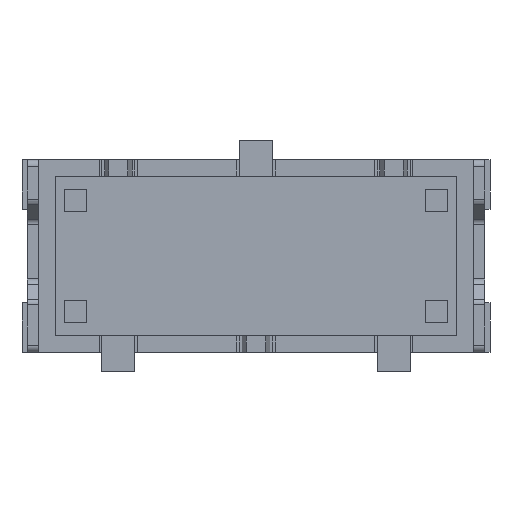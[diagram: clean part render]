
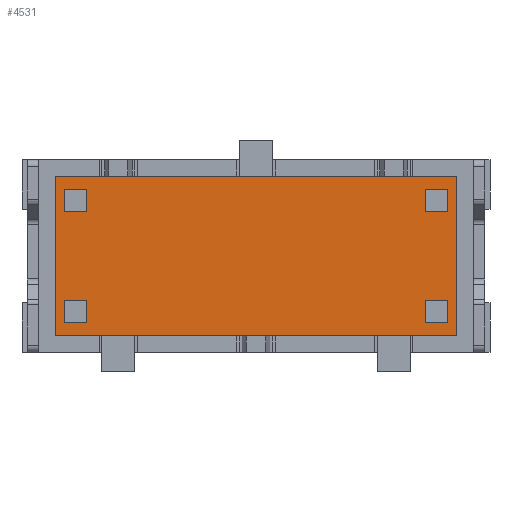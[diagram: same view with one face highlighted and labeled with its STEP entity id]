
A CAD part, front view. The second image highlights one B-rep face of the part: STEP entity #4531.
In plain terms, the highlighted planar face has unit normal (0, -1, 0).
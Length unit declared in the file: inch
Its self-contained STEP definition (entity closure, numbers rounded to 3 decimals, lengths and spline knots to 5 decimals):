
#34=DIRECTION('',(0.,0.,-1.));
#35=VECTOR('',#34,0.11417);
#36=CARTESIAN_POINT('',(0.1437,0.,0.05709));
#37=LINE('',#36,#35);
#38=DIRECTION('',(-1.,0.,0.));
#39=VECTOR('',#38,0.2874);
#40=CARTESIAN_POINT('',(0.1437,0.,-0.05709));
#41=LINE('',#40,#39);
#42=DIRECTION('',(0.,0.,1.));
#43=VECTOR('',#42,0.11417);
#44=CARTESIAN_POINT('',(-0.1437,0.,-0.05709));
#45=LINE('',#44,#43);
#46=DIRECTION('',(1.,0.,0.));
#47=VECTOR('',#46,0.2874);
#48=CARTESIAN_POINT('',(-0.1437,0.,0.05709));
#49=LINE('',#48,#47);
#50=DIRECTION('',(-1.,0.,0.));
#51=VECTOR('',#50,0.01575);
#52=CARTESIAN_POINT('',(-0.12126,0.,-0.0315));
#53=LINE('',#52,#51);
#54=DIRECTION('',(0.,0.,-1.));
#55=VECTOR('',#54,0.01575);
#56=CARTESIAN_POINT('',(-0.13701,0.,-0.0315));
#57=LINE('',#56,#55);
#58=DIRECTION('',(1.,0.,0.));
#59=VECTOR('',#58,0.01575);
#60=CARTESIAN_POINT('',(-0.13701,0.,-0.04724));
#61=LINE('',#60,#59);
#62=DIRECTION('',(0.,0.,1.));
#63=VECTOR('',#62,0.01575);
#64=CARTESIAN_POINT('',(-0.12126,0.,-0.04724));
#65=LINE('',#64,#63);
#66=DIRECTION('',(0.,0.,-1.));
#67=VECTOR('',#66,0.01575);
#68=CARTESIAN_POINT('',(0.12126,0.,-0.0315));
#69=LINE('',#68,#67);
#70=DIRECTION('',(1.,0.,0.));
#71=VECTOR('',#70,0.01575);
#72=CARTESIAN_POINT('',(0.12126,0.,-0.04724));
#73=LINE('',#72,#71);
#74=DIRECTION('',(0.,0.,1.));
#75=VECTOR('',#74,0.01575);
#76=CARTESIAN_POINT('',(0.13701,0.,-0.04724));
#77=LINE('',#76,#75);
#78=DIRECTION('',(-1.,0.,0.));
#79=VECTOR('',#78,0.01575);
#80=CARTESIAN_POINT('',(0.13701,0.,-0.0315));
#81=LINE('',#80,#79);
#82=DIRECTION('',(0.,0.,1.));
#83=VECTOR('',#82,0.01575);
#84=CARTESIAN_POINT('',(-0.12126,0.,0.0315));
#85=LINE('',#84,#83);
#86=DIRECTION('',(-1.,0.,0.));
#87=VECTOR('',#86,0.01575);
#88=CARTESIAN_POINT('',(-0.12126,0.,0.04724));
#89=LINE('',#88,#87);
#90=DIRECTION('',(0.,0.,-1.));
#91=VECTOR('',#90,0.01575);
#92=CARTESIAN_POINT('',(-0.13701,0.,0.04724));
#93=LINE('',#92,#91);
#94=DIRECTION('',(1.,0.,0.));
#95=VECTOR('',#94,0.01575);
#96=CARTESIAN_POINT('',(-0.13701,0.,0.0315));
#97=LINE('',#96,#95);
#98=DIRECTION('',(1.,0.,0.));
#99=VECTOR('',#98,0.01575);
#100=CARTESIAN_POINT('',(0.12126,0.,0.0315));
#101=LINE('',#100,#99);
#102=DIRECTION('',(0.,0.,1.));
#103=VECTOR('',#102,0.01575);
#104=CARTESIAN_POINT('',(0.13701,0.,0.0315));
#105=LINE('',#104,#103);
#106=DIRECTION('',(-1.,0.,0.));
#107=VECTOR('',#106,0.01575);
#108=CARTESIAN_POINT('',(0.13701,0.,0.04724));
#109=LINE('',#108,#107);
#110=DIRECTION('',(0.,0.,-1.));
#111=VECTOR('',#110,0.01575);
#112=CARTESIAN_POINT('',(0.12126,0.,0.04724));
#113=LINE('',#112,#111);
#3532=CARTESIAN_POINT('',(0.1437,0.,0.05709));
#3533=CARTESIAN_POINT('',(0.1437,0.,-0.05709));
#3534=VERTEX_POINT('',#3532);
#3535=VERTEX_POINT('',#3533);
#3536=CARTESIAN_POINT('',(-0.1437,0.,-0.05709));
#3537=VERTEX_POINT('',#3536);
#3538=CARTESIAN_POINT('',(-0.1437,0.,0.05709));
#3539=VERTEX_POINT('',#3538);
#3610=CARTESIAN_POINT('',(-0.12126,0.,-0.0315));
#3611=CARTESIAN_POINT('',(-0.13701,0.,-0.0315));
#3612=VERTEX_POINT('',#3610);
#3613=VERTEX_POINT('',#3611);
#3614=CARTESIAN_POINT('',(-0.13701,0.,-0.04724));
#3615=VERTEX_POINT('',#3614);
#3616=CARTESIAN_POINT('',(-0.12126,0.,-0.04724));
#3617=VERTEX_POINT('',#3616);
#3618=CARTESIAN_POINT('',(0.12126,0.,-0.0315));
#3619=CARTESIAN_POINT('',(0.12126,0.,-0.04724));
#3620=VERTEX_POINT('',#3618);
#3621=VERTEX_POINT('',#3619);
#3622=CARTESIAN_POINT('',(0.13701,0.,-0.04724));
#3623=VERTEX_POINT('',#3622);
#3624=CARTESIAN_POINT('',(0.13701,0.,-0.0315));
#3625=VERTEX_POINT('',#3624);
#3626=CARTESIAN_POINT('',(-0.12126,0.,0.0315));
#3627=CARTESIAN_POINT('',(-0.12126,0.,0.04724));
#3628=VERTEX_POINT('',#3626);
#3629=VERTEX_POINT('',#3627);
#3630=CARTESIAN_POINT('',(-0.13701,0.,0.04724));
#3631=VERTEX_POINT('',#3630);
#3632=CARTESIAN_POINT('',(-0.13701,0.,0.0315));
#3633=VERTEX_POINT('',#3632);
#3634=CARTESIAN_POINT('',(0.12126,0.,0.0315));
#3635=CARTESIAN_POINT('',(0.13701,0.,0.0315));
#3636=VERTEX_POINT('',#3634);
#3637=VERTEX_POINT('',#3635);
#3638=CARTESIAN_POINT('',(0.13701,0.,0.04724));
#3639=VERTEX_POINT('',#3638);
#3640=CARTESIAN_POINT('',(0.12126,0.,0.04724));
#3641=VERTEX_POINT('',#3640);
#4476=CARTESIAN_POINT('',(0.,0.,0.));
#4477=DIRECTION('',(0.,1.,0.));
#4478=DIRECTION('',(1.,0.,0.));
#4479=AXIS2_PLACEMENT_3D('',#4476,#4477,#4478);
#4480=PLANE('',#4479);
#4482=ORIENTED_EDGE('',*,*,#4481,.T.);
#4484=ORIENTED_EDGE('',*,*,#4483,.T.);
#4486=ORIENTED_EDGE('',*,*,#4485,.T.);
#4488=ORIENTED_EDGE('',*,*,#4487,.T.);
#4489=EDGE_LOOP('',(#4482,#4484,#4486,#4488));
#4490=FACE_OUTER_BOUND('',#4489,.F.);
#4492=ORIENTED_EDGE('',*,*,#4491,.T.);
#4494=ORIENTED_EDGE('',*,*,#4493,.T.);
#4496=ORIENTED_EDGE('',*,*,#4495,.T.);
#4498=ORIENTED_EDGE('',*,*,#4497,.T.);
#4499=EDGE_LOOP('',(#4492,#4494,#4496,#4498));
#4500=FACE_BOUND('',#4499,.F.);
#4502=ORIENTED_EDGE('',*,*,#4501,.T.);
#4504=ORIENTED_EDGE('',*,*,#4503,.T.);
#4506=ORIENTED_EDGE('',*,*,#4505,.T.);
#4508=ORIENTED_EDGE('',*,*,#4507,.T.);
#4509=EDGE_LOOP('',(#4502,#4504,#4506,#4508));
#4510=FACE_BOUND('',#4509,.F.);
#4512=ORIENTED_EDGE('',*,*,#4511,.T.);
#4514=ORIENTED_EDGE('',*,*,#4513,.T.);
#4516=ORIENTED_EDGE('',*,*,#4515,.T.);
#4518=ORIENTED_EDGE('',*,*,#4517,.T.);
#4519=EDGE_LOOP('',(#4512,#4514,#4516,#4518));
#4520=FACE_BOUND('',#4519,.F.);
#4522=ORIENTED_EDGE('',*,*,#4521,.T.);
#4524=ORIENTED_EDGE('',*,*,#4523,.T.);
#4526=ORIENTED_EDGE('',*,*,#4525,.T.);
#4528=ORIENTED_EDGE('',*,*,#4527,.T.);
#4529=EDGE_LOOP('',(#4522,#4524,#4526,#4528));
#4530=FACE_BOUND('',#4529,.F.);
#4531=ADVANCED_FACE('',(#4490,#4500,#4510,#4520,#4530),#4480,.F.);
#4481=EDGE_CURVE('',#3534,#3535,#37,.T.);
#4483=EDGE_CURVE('',#3535,#3537,#41,.T.);
#4485=EDGE_CURVE('',#3537,#3539,#45,.T.);
#4487=EDGE_CURVE('',#3539,#3534,#49,.T.);
#4491=EDGE_CURVE('',#3612,#3613,#53,.T.);
#4493=EDGE_CURVE('',#3613,#3615,#57,.T.);
#4495=EDGE_CURVE('',#3615,#3617,#61,.T.);
#4497=EDGE_CURVE('',#3617,#3612,#65,.T.);
#4501=EDGE_CURVE('',#3620,#3621,#69,.T.);
#4503=EDGE_CURVE('',#3621,#3623,#73,.T.);
#4505=EDGE_CURVE('',#3623,#3625,#77,.T.);
#4507=EDGE_CURVE('',#3625,#3620,#81,.T.);
#4511=EDGE_CURVE('',#3628,#3629,#85,.T.);
#4513=EDGE_CURVE('',#3629,#3631,#89,.T.);
#4515=EDGE_CURVE('',#3631,#3633,#93,.T.);
#4517=EDGE_CURVE('',#3633,#3628,#97,.T.);
#4521=EDGE_CURVE('',#3636,#3637,#101,.T.);
#4523=EDGE_CURVE('',#3637,#3639,#105,.T.);
#4525=EDGE_CURVE('',#3639,#3641,#109,.T.);
#4527=EDGE_CURVE('',#3641,#3636,#113,.T.);
